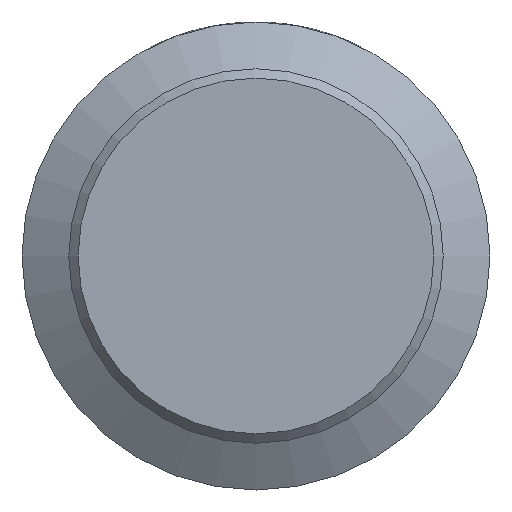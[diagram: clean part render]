
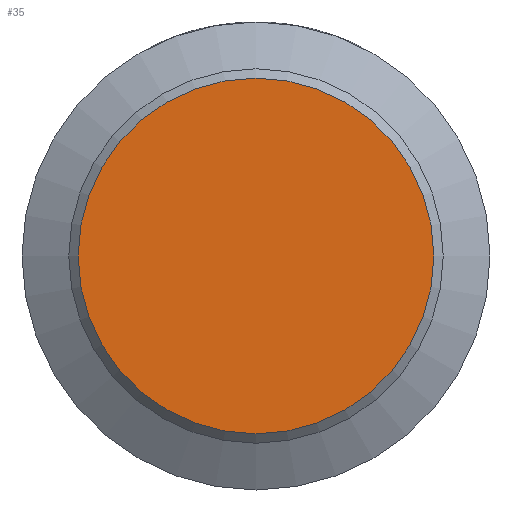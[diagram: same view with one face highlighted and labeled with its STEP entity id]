
A CAD part, front view. The second image highlights one B-rep face of the part: STEP entity #35.
In plain terms, the highlighted planar face has unit normal (0, -1, 0).
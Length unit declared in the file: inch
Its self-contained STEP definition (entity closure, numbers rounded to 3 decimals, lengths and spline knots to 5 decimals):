
#35 = ADVANCED_FACE ( 'NONE', ( #153 ), #347, .T. ) ;
#47 = CARTESIAN_POINT ( 'NONE',  ( 0., 0., 0. ) ) ;
#73 = DIRECTION ( 'NONE',  ( 0., -1., 0. ) ) ;
#102 = ORIENTED_EDGE ( 'NONE', *, *, #452, .F. ) ;
#109 = DIRECTION ( 'NONE',  ( 0., 1., 0. ) ) ;
#121 = DIRECTION ( 'NONE',  ( 0., 0., -1. ) ) ;
#142 = CIRCLE ( 'NONE', #382, 0.0748 ) ;
#148 = DIRECTION ( 'NONE',  ( 0., 0., 1. ) ) ;
#153 = FACE_OUTER_BOUND ( 'NONE', #322, .T. ) ;
#180 = AXIS2_PLACEMENT_3D ( 'NONE', #47, #73, #121 ) ;
#307 = CARTESIAN_POINT ( 'NONE',  ( 0., 0., 0.0748 ) ) ;
#322 = EDGE_LOOP ( 'NONE', ( #102 ) ) ;
#339 = CARTESIAN_POINT ( 'NONE',  ( 0., 0., 0. ) ) ;
#347 = PLANE ( 'NONE',  #180 ) ;
#382 = AXIS2_PLACEMENT_3D ( 'NONE', #339, #109, #148 ) ;
#447 = VERTEX_POINT ( 'NONE', #307 ) ;
#452 = EDGE_CURVE ( 'NONE', #447, #447, #142, .T. ) ;
